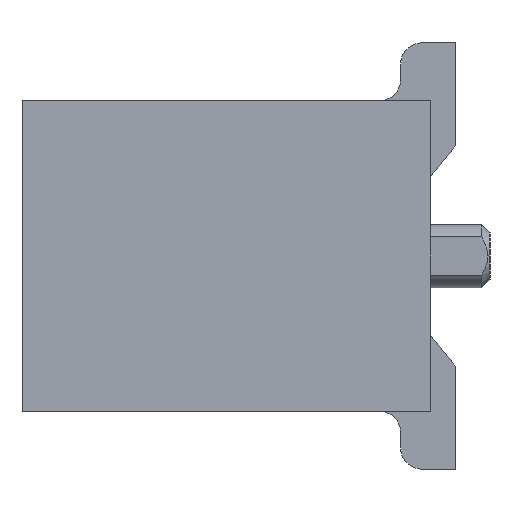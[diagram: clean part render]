
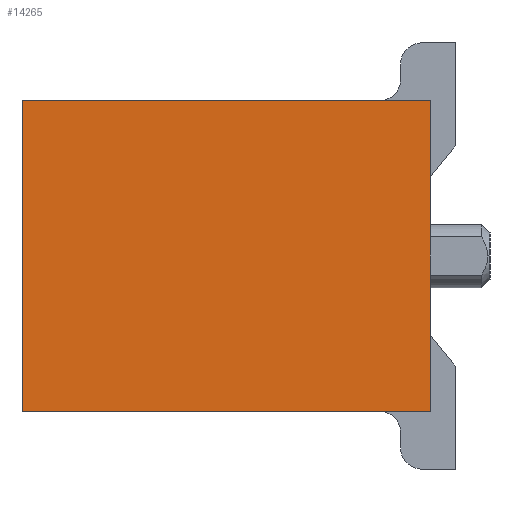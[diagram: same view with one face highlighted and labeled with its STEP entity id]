
A CAD part, left-side view. The second image highlights one B-rep face of the part: STEP entity #14265.
In plain terms, the highlighted planar face has unit normal (-1, 0, 0).
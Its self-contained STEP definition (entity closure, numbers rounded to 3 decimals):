
#525=DIRECTION('',(0.,0.,1.));
#526=VECTOR('',#525,3.65);
#527=CARTESIAN_POINT('',(-7.,0.,-1.825));
#528=LINE('',#527,#526);
#788=DIRECTION('',(0.,1.,0.));
#789=VECTOR('',#788,4.8);
#790=CARTESIAN_POINT('',(-7.,0.,1.825));
#791=LINE('',#790,#789);
#5335=DIRECTION('',(0.,0.,1.));
#5336=VECTOR('',#5335,3.65);
#5337=CARTESIAN_POINT('',(-7.,4.8,-1.825));
#5338=LINE('',#5337,#5336);
#5343=DIRECTION('',(0.,1.,0.));
#5344=VECTOR('',#5343,4.8);
#5345=CARTESIAN_POINT('',(-7.,0.,-1.825));
#5346=LINE('',#5345,#5344);
#5367=CARTESIAN_POINT('',(-7.,0.,-1.825));
#5368=CARTESIAN_POINT('',(-7.,0.,1.825));
#5369=VERTEX_POINT('',#5367);
#5370=VERTEX_POINT('',#5368);
#5375=CARTESIAN_POINT('',(-7.,4.8,-1.825));
#5376=CARTESIAN_POINT('',(-7.,4.8,1.825));
#5377=VERTEX_POINT('',#5375);
#5378=VERTEX_POINT('',#5376);
#14254=CARTESIAN_POINT('',(-7.,0.,-1.825));
#14255=DIRECTION('',(-1.,0.,0.));
#14256=DIRECTION('',(0.,0.,1.));
#14257=AXIS2_PLACEMENT_3D('',#14254,#14255,#14256);
#14258=PLANE('',#14257);
#14259=ORIENTED_EDGE('',*,*,#7316,.F.);
#14260=ORIENTED_EDGE('',*,*,#8742,.T.);
#14261=ORIENTED_EDGE('',*,*,#14248,.T.);
#14262=ORIENTED_EDGE('',*,*,#7638,.F.);
#14263=EDGE_LOOP('',(#14259,#14260,#14261,#14262));
#14264=FACE_OUTER_BOUND('',#14263,.F.);
#7316=EDGE_CURVE('',#5369,#5370,#528,.T.);
#7638=EDGE_CURVE('',#5370,#5378,#791,.T.);
#8742=EDGE_CURVE('',#5369,#5377,#5346,.T.);
#14248=EDGE_CURVE('',#5377,#5378,#5338,.T.);
#14265=ADVANCED_FACE('',(#14264),#14258,.T.);
